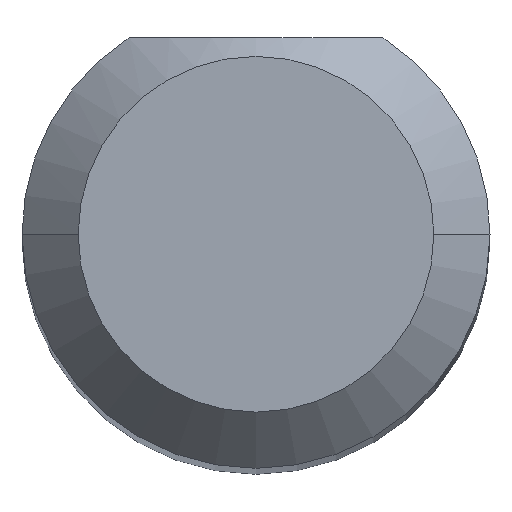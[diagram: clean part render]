
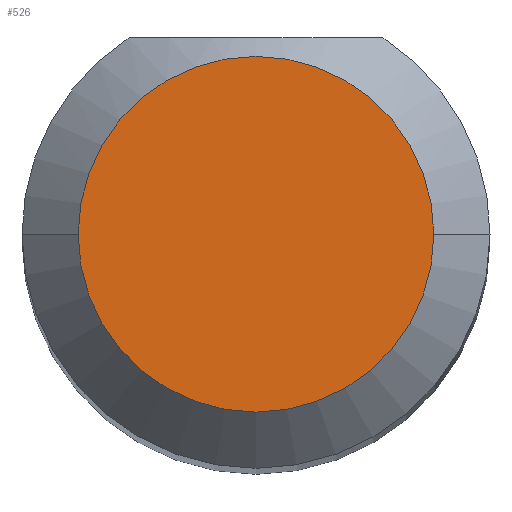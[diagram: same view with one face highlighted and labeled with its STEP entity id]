
A CAD part, top view. The second image highlights one B-rep face of the part: STEP entity #526.
In plain terms, the highlighted planar face has unit normal (0, 0, 1).
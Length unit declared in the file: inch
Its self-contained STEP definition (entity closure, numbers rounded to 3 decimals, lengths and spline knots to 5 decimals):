
#65 = CARTESIAN_POINT ( 'NONE',  ( 0.0475, 0., 1.5 ) ) ;
#67 = ORIENTED_EDGE ( 'NONE', *, *, #347, .T. ) ;
#115 = AXIS2_PLACEMENT_3D ( 'NONE', #682, #783, #523 ) ;
#170 = DIRECTION ( 'NONE',  ( 0., 0., 1. ) ) ;
#182 = PLANE ( 'NONE',  #115 ) ;
#267 = CARTESIAN_POINT ( 'NONE',  ( 0., 0., 1.5 ) ) ;
#268 = EDGE_CURVE ( 'NONE', #378, #1046, #582, .T. ) ;
#347 = EDGE_CURVE ( 'NONE', #1046, #378, #599, .T. ) ;
#357 = FACE_OUTER_BOUND ( 'NONE', #373, .T. ) ;
#373 = EDGE_LOOP ( 'NONE', ( #67, #879 ) ) ;
#378 = VERTEX_POINT ( 'NONE', #65 ) ;
#398 = AXIS2_PLACEMENT_3D ( 'NONE', #423, #604, #598 ) ;
#423 = CARTESIAN_POINT ( 'NONE',  ( 0., 0., 1.5 ) ) ;
#523 = DIRECTION ( 'NONE',  ( 1., 0., 0. ) ) ;
#526 = ADVANCED_FACE ( 'NONE', ( #357 ), #182, .T. ) ;
#582 = CIRCLE ( 'NONE', #1064, 0.0475 ) ;
#598 = DIRECTION ( 'NONE',  ( 1., 0., 0. ) ) ;
#599 = CIRCLE ( 'NONE', #398, 0.0475 ) ;
#604 = DIRECTION ( 'NONE',  ( 0., 0., 1. ) ) ;
#608 = CARTESIAN_POINT ( 'NONE',  ( -0.0475, 0., 1.5 ) ) ;
#682 = CARTESIAN_POINT ( 'NONE',  ( 0., 0., 1.5 ) ) ;
#783 = DIRECTION ( 'NONE',  ( 0., 0., 1. ) ) ;
#854 = DIRECTION ( 'NONE',  ( 1., 0., 0. ) ) ;
#879 = ORIENTED_EDGE ( 'NONE', *, *, #268, .T. ) ;
#1046 = VERTEX_POINT ( 'NONE', #608 ) ;
#1064 = AXIS2_PLACEMENT_3D ( 'NONE', #267, #170, #854 ) ;
